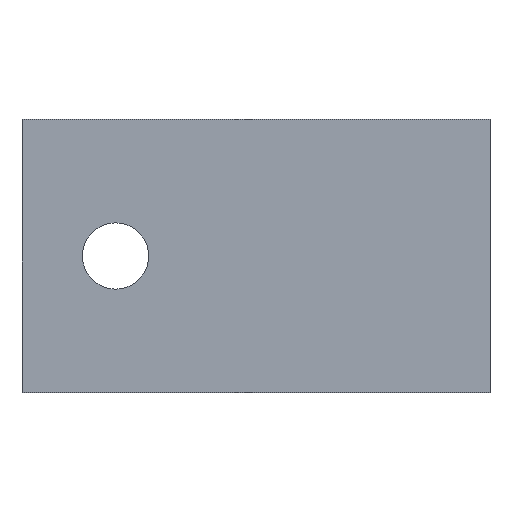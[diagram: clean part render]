
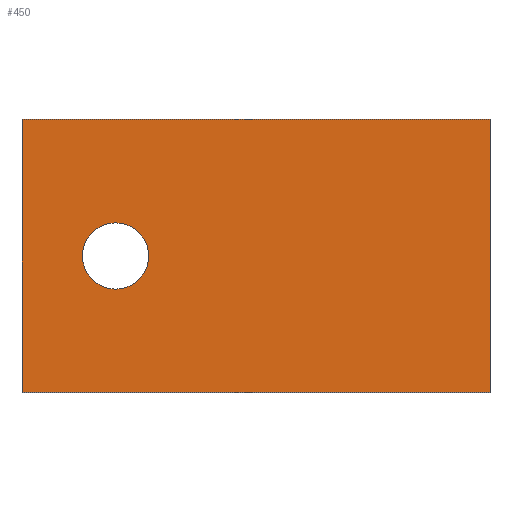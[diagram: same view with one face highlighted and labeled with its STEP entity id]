
A CAD part, top view. The second image highlights one B-rep face of the part: STEP entity #450.
In plain terms, the highlighted planar face has unit normal (0, 0, 1).
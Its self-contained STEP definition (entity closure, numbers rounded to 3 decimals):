
#44 = PLANE('',#45);
#45 = AXIS2_PLACEMENT_3D('',#46,#47,#48);
#46 = CARTESIAN_POINT('',(-24.,17.5,-1.5));
#47 = DIRECTION('',(-1.,0.,0.));
#48 = DIRECTION('',(0.,-1.,0.));
#72 = PLANE('',#73);
#73 = AXIS2_PLACEMENT_3D('',#74,#75,#76);
#74 = CARTESIAN_POINT('',(-24.,-17.5,-1.5));
#75 = DIRECTION('',(0.,-1.,0.));
#76 = DIRECTION('',(1.,0.,0.));
#100 = PLANE('',#101);
#101 = AXIS2_PLACEMENT_3D('',#102,#103,#104);
#102 = CARTESIAN_POINT('',(36.,-17.5,-1.5));
#103 = DIRECTION('',(1.,0.,0.));
#104 = DIRECTION('',(0.,1.,0.));
#126 = PLANE('',#127);
#127 = AXIS2_PLACEMENT_3D('',#128,#129,#130);
#128 = CARTESIAN_POINT('',(36.,17.5,-1.5));
#129 = DIRECTION('',(0.,1.,0.));
#130 = DIRECTION('',(-1.,0.,0.));
#163 = CYLINDRICAL_SURFACE('',#164,4.25);
#164 = AXIS2_PLACEMENT_3D('',#165,#166,#167);
#165 = CARTESIAN_POINT('',(-12.,0.,-1.5));
#166 = DIRECTION('',(0.,0.,1.));
#167 = DIRECTION('',(1.,0.,0.));
#216 = CYLINDRICAL_SURFACE('',#217,4.25);
#217 = AXIS2_PLACEMENT_3D('',#218,#219,#220);
#218 = CARTESIAN_POINT('',(-12.,0.,-1.5));
#219 = DIRECTION('',(0.,0.,1.));
#220 = DIRECTION('',(1.,0.,0.));
#255 = VERTEX_POINT('',#256);
#256 = CARTESIAN_POINT('',(-24.,17.5,1.5));
#277 = EDGE_CURVE('',#278,#255,#280,.T.);
#278 = VERTEX_POINT('',#279);
#279 = CARTESIAN_POINT('',(-24.,-17.5,1.5));
#280 = SURFACE_CURVE('',#281,(#285,#292),.PCURVE_S1.);
#281 = LINE('',#282,#283);
#282 = CARTESIAN_POINT('',(-24.,-17.5,1.5));
#283 = VECTOR('',#284,1.);
#284 = DIRECTION('',(0.,1.,0.));
#285 = PCURVE('',#44,#286);
#286 = DEFINITIONAL_REPRESENTATION('',(#287),#291);
#287 = LINE('',#288,#289);
#288 = CARTESIAN_POINT('',(35.,3.));
#289 = VECTOR('',#290,1.);
#290 = DIRECTION('',(-1.,0.));
#291 = ( GEOMETRIC_REPRESENTATION_CONTEXT(2) 
PARAMETRIC_REPRESENTATION_CONTEXT() REPRESENTATION_CONTEXT('2D SPACE',''
  ) );
#292 = PCURVE('',#293,#298);
#293 = PLANE('',#294);
#294 = AXIS2_PLACEMENT_3D('',#295,#296,#297);
#295 = CARTESIAN_POINT('',(-12.,0.,1.5));
#296 = DIRECTION('',(0.,0.,1.));
#297 = DIRECTION('',(1.,0.,0.));
#298 = DEFINITIONAL_REPRESENTATION('',(#299),#303);
#299 = LINE('',#300,#301);
#300 = CARTESIAN_POINT('',(-12.,-17.5));
#301 = VECTOR('',#302,1.);
#302 = DIRECTION('',(0.,1.));
#303 = ( GEOMETRIC_REPRESENTATION_CONTEXT(2) 
PARAMETRIC_REPRESENTATION_CONTEXT() REPRESENTATION_CONTEXT('2D SPACE',''
  ) );
#331 = VERTEX_POINT('',#332);
#332 = CARTESIAN_POINT('',(36.,17.5,1.5));
#353 = EDGE_CURVE('',#255,#331,#354,.T.);
#354 = SURFACE_CURVE('',#355,(#359,#366),.PCURVE_S1.);
#355 = LINE('',#356,#357);
#356 = CARTESIAN_POINT('',(-24.,17.5,1.5));
#357 = VECTOR('',#358,1.);
#358 = DIRECTION('',(1.,0.,0.));
#359 = PCURVE('',#126,#360);
#360 = DEFINITIONAL_REPRESENTATION('',(#361),#365);
#361 = LINE('',#362,#363);
#362 = CARTESIAN_POINT('',(60.,3.));
#363 = VECTOR('',#364,1.);
#364 = DIRECTION('',(-1.,0.));
#365 = ( GEOMETRIC_REPRESENTATION_CONTEXT(2) 
PARAMETRIC_REPRESENTATION_CONTEXT() REPRESENTATION_CONTEXT('2D SPACE',''
  ) );
#366 = PCURVE('',#293,#367);
#367 = DEFINITIONAL_REPRESENTATION('',(#368),#372);
#368 = LINE('',#369,#370);
#369 = CARTESIAN_POINT('',(-12.,17.5));
#370 = VECTOR('',#371,1.);
#371 = DIRECTION('',(1.,0.));
#372 = ( GEOMETRIC_REPRESENTATION_CONTEXT(2) 
PARAMETRIC_REPRESENTATION_CONTEXT() REPRESENTATION_CONTEXT('2D SPACE',''
  ) );
#380 = VERTEX_POINT('',#381);
#381 = CARTESIAN_POINT('',(36.,-17.5,1.5));
#402 = EDGE_CURVE('',#331,#380,#403,.T.);
#403 = SURFACE_CURVE('',#404,(#408,#415),.PCURVE_S1.);
#404 = LINE('',#405,#406);
#405 = CARTESIAN_POINT('',(36.,17.5,1.5));
#406 = VECTOR('',#407,1.);
#407 = DIRECTION('',(0.,-1.,0.));
#408 = PCURVE('',#100,#409);
#409 = DEFINITIONAL_REPRESENTATION('',(#410),#414);
#410 = LINE('',#411,#412);
#411 = CARTESIAN_POINT('',(35.,3.));
#412 = VECTOR('',#413,1.);
#413 = DIRECTION('',(-1.,0.));
#414 = ( GEOMETRIC_REPRESENTATION_CONTEXT(2) 
PARAMETRIC_REPRESENTATION_CONTEXT() REPRESENTATION_CONTEXT('2D SPACE',''
  ) );
#415 = PCURVE('',#293,#416);
#416 = DEFINITIONAL_REPRESENTATION('',(#417),#421);
#417 = LINE('',#418,#419);
#418 = CARTESIAN_POINT('',(48.,17.5));
#419 = VECTOR('',#420,1.);
#420 = DIRECTION('',(0.,-1.));
#421 = ( GEOMETRIC_REPRESENTATION_CONTEXT(2) 
PARAMETRIC_REPRESENTATION_CONTEXT() REPRESENTATION_CONTEXT('2D SPACE',''
  ) );
#429 = EDGE_CURVE('',#380,#278,#430,.T.);
#430 = SURFACE_CURVE('',#431,(#435,#442),.PCURVE_S1.);
#431 = LINE('',#432,#433);
#432 = CARTESIAN_POINT('',(36.,-17.5,1.5));
#433 = VECTOR('',#434,1.);
#434 = DIRECTION('',(-1.,0.,0.));
#435 = PCURVE('',#72,#436);
#436 = DEFINITIONAL_REPRESENTATION('',(#437),#441);
#437 = LINE('',#438,#439);
#438 = CARTESIAN_POINT('',(60.,3.));
#439 = VECTOR('',#440,1.);
#440 = DIRECTION('',(-1.,0.));
#441 = ( GEOMETRIC_REPRESENTATION_CONTEXT(2) 
PARAMETRIC_REPRESENTATION_CONTEXT() REPRESENTATION_CONTEXT('2D SPACE',''
  ) );
#442 = PCURVE('',#293,#443);
#443 = DEFINITIONAL_REPRESENTATION('',(#444),#448);
#444 = LINE('',#445,#446);
#445 = CARTESIAN_POINT('',(48.,-17.5));
#446 = VECTOR('',#447,1.);
#447 = DIRECTION('',(-1.,0.));
#448 = ( GEOMETRIC_REPRESENTATION_CONTEXT(2) 
PARAMETRIC_REPRESENTATION_CONTEXT() REPRESENTATION_CONTEXT('2D SPACE',''
  ) );
#450 = ADVANCED_FACE('',(#451,#457),#293,.T.);
#451 = FACE_BOUND('',#452,.F.);
#452 = EDGE_LOOP('',(#453,#454,#455,#456));
#453 = ORIENTED_EDGE('',*,*,#277,.T.);
#454 = ORIENTED_EDGE('',*,*,#353,.T.);
#455 = ORIENTED_EDGE('',*,*,#402,.T.);
#456 = ORIENTED_EDGE('',*,*,#429,.T.);
#457 = FACE_BOUND('',#458,.F.);
#458 = EDGE_LOOP('',(#459,#507));
#459 = ORIENTED_EDGE('',*,*,#460,.T.);
#460 = EDGE_CURVE('',#461,#463,#465,.T.);
#461 = VERTEX_POINT('',#462);
#462 = CARTESIAN_POINT('',(-16.25,0.,1.5));
#463 = VERTEX_POINT('',#464);
#464 = CARTESIAN_POINT('',(-7.75,0.,1.5));
#465 = SURFACE_CURVE('',#466,(#471,#478),.PCURVE_S1.);
#466 = CIRCLE('',#467,4.25);
#467 = AXIS2_PLACEMENT_3D('',#468,#469,#470);
#468 = CARTESIAN_POINT('',(-12.,0.,1.5));
#469 = DIRECTION('',(0.,0.,1.));
#470 = DIRECTION('',(-1.,0.,0.));
#471 = PCURVE('',#293,#472);
#472 = DEFINITIONAL_REPRESENTATION('',(#473),#477);
#473 = CIRCLE('',#474,4.25);
#474 = AXIS2_PLACEMENT_2D('',#475,#476);
#475 = CARTESIAN_POINT('',(0.,0.));
#476 = DIRECTION('',(-1.,0.));
#477 = ( GEOMETRIC_REPRESENTATION_CONTEXT(2) 
PARAMETRIC_REPRESENTATION_CONTEXT() REPRESENTATION_CONTEXT('2D SPACE',''
  ) );
#478 = PCURVE('',#163,#479);
#479 = DEFINITIONAL_REPRESENTATION('',(#480),#506);
#480 = B_SPLINE_CURVE_WITH_KNOTS('',3,(#481,#482,#483,#484,#485,#486,
    #487,#488,#489,#490,#491,#492,#493,#494,#495,#496,#497,#498,#499,
    #500,#501,#502,#503,#504,#505),.UNSPECIFIED.,.F.,.F.,(4,1,1,1,1,1,1,
    1,1,1,1,1,1,1,1,1,1,1,1,1,1,1,4),(0.,0.143,0.286,
    0.428,0.571,0.714,0.857,
    1.,1.142,1.285,1.428,
    1.571,1.714,1.856,1.999,
    2.142,2.285,2.428,2.57,
    2.713,2.856,2.999,3.142),
  .QUASI_UNIFORM_KNOTS.);
#481 = CARTESIAN_POINT('',(3.142,3.));
#482 = CARTESIAN_POINT('',(3.189,3.));
#483 = CARTESIAN_POINT('',(3.284,3.));
#484 = CARTESIAN_POINT('',(3.427,3.));
#485 = CARTESIAN_POINT('',(3.57,3.));
#486 = CARTESIAN_POINT('',(3.713,3.));
#487 = CARTESIAN_POINT('',(3.856,3.));
#488 = CARTESIAN_POINT('',(3.998,3.));
#489 = CARTESIAN_POINT('',(4.141,3.));
#490 = CARTESIAN_POINT('',(4.284,3.));
#491 = CARTESIAN_POINT('',(4.427,3.));
#492 = CARTESIAN_POINT('',(4.57,3.));
#493 = CARTESIAN_POINT('',(4.712,3.));
#494 = CARTESIAN_POINT('',(4.855,3.));
#495 = CARTESIAN_POINT('',(4.998,3.));
#496 = CARTESIAN_POINT('',(5.141,3.));
#497 = CARTESIAN_POINT('',(5.284,3.));
#498 = CARTESIAN_POINT('',(5.426,3.));
#499 = CARTESIAN_POINT('',(5.569,3.));
#500 = CARTESIAN_POINT('',(5.712,3.));
#501 = CARTESIAN_POINT('',(5.855,3.));
#502 = CARTESIAN_POINT('',(5.998,3.));
#503 = CARTESIAN_POINT('',(6.14,3.));
#504 = CARTESIAN_POINT('',(6.236,3.));
#505 = CARTESIAN_POINT('',(6.283,3.));
#506 = ( GEOMETRIC_REPRESENTATION_CONTEXT(2) 
PARAMETRIC_REPRESENTATION_CONTEXT() REPRESENTATION_CONTEXT('2D SPACE',''
  ) );
#507 = ORIENTED_EDGE('',*,*,#508,.T.);
#508 = EDGE_CURVE('',#463,#461,#509,.T.);
#509 = SURFACE_CURVE('',#510,(#515,#522),.PCURVE_S1.);
#510 = CIRCLE('',#511,4.25);
#511 = AXIS2_PLACEMENT_3D('',#512,#513,#514);
#512 = CARTESIAN_POINT('',(-12.,0.,1.5));
#513 = DIRECTION('',(0.,0.,1.));
#514 = DIRECTION('',(1.,0.,0.));
#515 = PCURVE('',#293,#516);
#516 = DEFINITIONAL_REPRESENTATION('',(#517),#521);
#517 = CIRCLE('',#518,4.25);
#518 = AXIS2_PLACEMENT_2D('',#519,#520);
#519 = CARTESIAN_POINT('',(0.,0.));
#520 = DIRECTION('',(1.,0.));
#521 = ( GEOMETRIC_REPRESENTATION_CONTEXT(2) 
PARAMETRIC_REPRESENTATION_CONTEXT() REPRESENTATION_CONTEXT('2D SPACE',''
  ) );
#522 = PCURVE('',#216,#523);
#523 = DEFINITIONAL_REPRESENTATION('',(#524),#550);
#524 = B_SPLINE_CURVE_WITH_KNOTS('',3,(#525,#526,#527,#528,#529,#530,
    #531,#532,#533,#534,#535,#536,#537,#538,#539,#540,#541,#542,#543,
    #544,#545,#546,#547,#548,#549),.UNSPECIFIED.,.F.,.F.,(4,1,1,1,1,1,1,
    1,1,1,1,1,1,1,1,1,1,1,1,1,1,1,4),(0.,0.143,0.286,
    0.428,0.571,0.714,0.857,
    1.,1.142,1.285,1.428,
    1.571,1.714,1.856,1.999,
    2.142,2.285,2.428,2.57,
    2.713,2.856,2.999,3.142),
  .QUASI_UNIFORM_KNOTS.);
#525 = CARTESIAN_POINT('',(0.,3.));
#526 = CARTESIAN_POINT('',(0.048,3.));
#527 = CARTESIAN_POINT('',(0.143,3.));
#528 = CARTESIAN_POINT('',(0.286,3.));
#529 = CARTESIAN_POINT('',(0.428,3.));
#530 = CARTESIAN_POINT('',(0.571,3.));
#531 = CARTESIAN_POINT('',(0.714,3.));
#532 = CARTESIAN_POINT('',(0.857,3.));
#533 = CARTESIAN_POINT('',(1.,3.));
#534 = CARTESIAN_POINT('',(1.142,3.));
#535 = CARTESIAN_POINT('',(1.285,3.));
#536 = CARTESIAN_POINT('',(1.428,3.));
#537 = CARTESIAN_POINT('',(1.571,3.));
#538 = CARTESIAN_POINT('',(1.714,3.));
#539 = CARTESIAN_POINT('',(1.856,3.));
#540 = CARTESIAN_POINT('',(1.999,3.));
#541 = CARTESIAN_POINT('',(2.142,3.));
#542 = CARTESIAN_POINT('',(2.285,3.));
#543 = CARTESIAN_POINT('',(2.428,3.));
#544 = CARTESIAN_POINT('',(2.57,3.));
#545 = CARTESIAN_POINT('',(2.713,3.));
#546 = CARTESIAN_POINT('',(2.856,3.));
#547 = CARTESIAN_POINT('',(2.999,3.));
#548 = CARTESIAN_POINT('',(3.094,3.));
#549 = CARTESIAN_POINT('',(3.142,3.));
#550 = ( GEOMETRIC_REPRESENTATION_CONTEXT(2) 
PARAMETRIC_REPRESENTATION_CONTEXT() REPRESENTATION_CONTEXT('2D SPACE',''
  ) );
